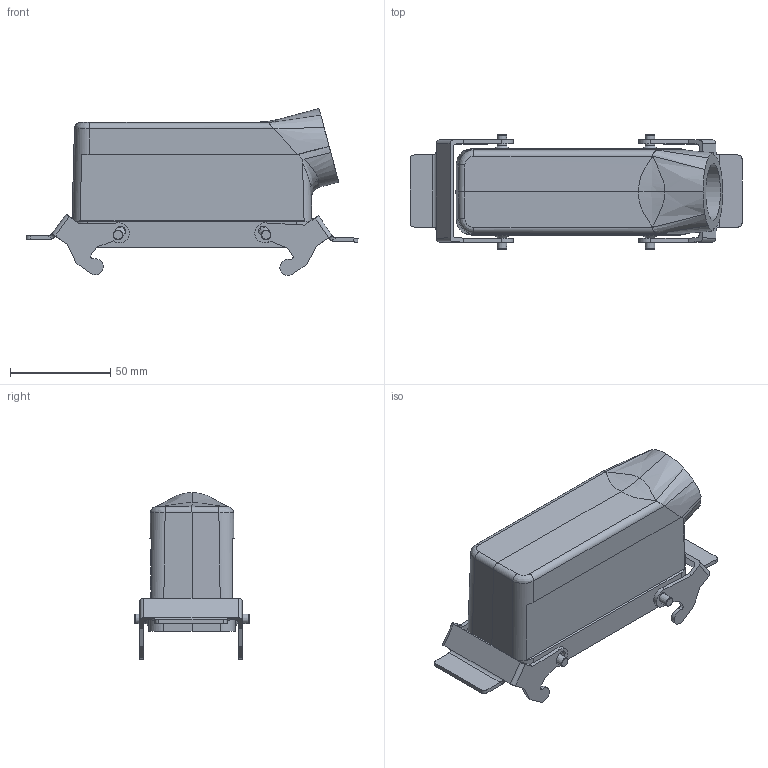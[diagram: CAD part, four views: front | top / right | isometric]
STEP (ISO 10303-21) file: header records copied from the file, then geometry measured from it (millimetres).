
FILE_DESCRIPTION((''),'2;1');
FILE_NAME('04300241530.stp','2020-07-08T08:22:27',('e.eickhoff'),(''),'Autodesk Inventor 2012','Autodesk Inventor 2012','');
FILE_SCHEMA(('AUTOMOTIVE_DESIGN { 1 0 10303 214 1 1 1 1 }'));
Length unit declared in the file: millimetre
Products named in the file (3): 04300241530; Metallbügel Quer
Assembly tree (3 placements, depth 2):
  04300241530
    04300241530
    Metallbügel Quer  x2
Bounding box: 165.92 x 57.2 x 83.36 mm (x, y, z)
Volume: 94101.1 mm3; surface area: 58366.3 mm2
Topology: 3 solids, 3 shells, 376 faces, 976 edges, 624 vertices
Faces by surface type: plane 210, cylinder 87, bspline 59, cone 14, sphere 4, torus 2
Full cylindrical faces by diameter (mm): 3 x4, 24 x1, 28.3 x1
Entity records: 13334 total; most frequent: CARTESIAN_POINT 5651, ORIENTED_EDGE 1600, DIRECTION 1422, EDGE_CURVE 800, VERTEX_POINT 523, VECTOR 506, LINE 506, AXIS2_PLACEMENT_3D 458
